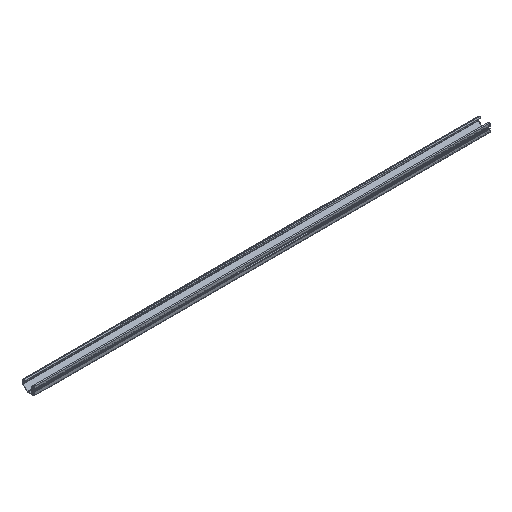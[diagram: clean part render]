
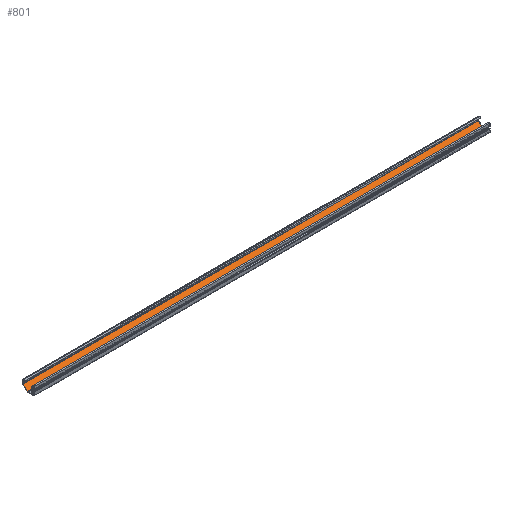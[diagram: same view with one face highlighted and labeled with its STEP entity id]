
A CAD part, isometric view. The second image highlights one B-rep face of the part: STEP entity #801.
In plain terms, the highlighted planar face has unit normal (0, -0.707, 0.707).
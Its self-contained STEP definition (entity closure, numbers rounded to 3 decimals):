
#207=ORIENTED_EDGE('',*,*,#406,.T.);
#208=ORIENTED_EDGE('',*,*,#407,.F.);
#209=ORIENTED_EDGE('',*,*,#408,.F.);
#210=ORIENTED_EDGE('',*,*,#404,.T.);
#404=EDGE_CURVE('',#490,#489,#567,.T.);
#406=EDGE_CURVE('',#489,#491,#568,.T.);
#407=EDGE_CURVE('',#492,#491,#569,.T.);
#408=EDGE_CURVE('',#490,#492,#570,.T.);
#489=VERTEX_POINT('',#1333);
#490=VERTEX_POINT('',#1335);
#491=VERTEX_POINT('',#1339);
#492=VERTEX_POINT('',#1341);
#567=LINE('',#1334,#639);
#568=LINE('',#1338,#640);
#569=LINE('',#1340,#641);
#570=LINE('',#1342,#642);
#639=VECTOR('',#1091,1000.);
#640=VECTOR('',#1096,1000.);
#641=VECTOR('',#1097,1000.);
#642=VECTOR('',#1098,1000.);
#681=EDGE_LOOP('',(#207,#208,#209,#210));
#731=FACE_BOUND('',#681,.T.);
#766=PLANE('',#887);
#801=ADVANCED_FACE('',(#731),#766,.F.);
#887=AXIS2_PLACEMENT_3D('',#1337,#1094,#1095);
#1091=DIRECTION('',(-1.,0.,0.));
#1094=DIRECTION('',(0.,0.707,-0.707));
#1095=DIRECTION('',(0.,0.707,0.707));
#1096=DIRECTION('',(0.,-0.707,-0.707));
#1097=DIRECTION('',(-1.,0.,0.));
#1098=DIRECTION('',(0.,-0.707,-0.707));
#1333=CARTESIAN_POINT('',(0.,36.343,2.172));
#1334=CARTESIAN_POINT('',(1500.,36.343,2.172));
#1335=CARTESIAN_POINT('',(1500.,36.343,2.172));
#1337=CARTESIAN_POINT('',(1500.,36.343,2.172));
#1338=CARTESIAN_POINT('',(0.,36.343,2.172));
#1339=CARTESIAN_POINT('',(0.,21.757,-12.414));
#1340=CARTESIAN_POINT('',(1500.,21.757,-12.414));
#1341=CARTESIAN_POINT('',(1500.,21.757,-12.414));
#1342=CARTESIAN_POINT('',(1500.,36.343,2.172));
